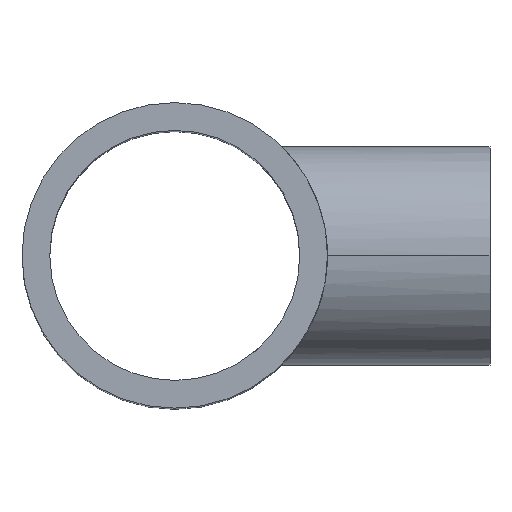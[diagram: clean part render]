
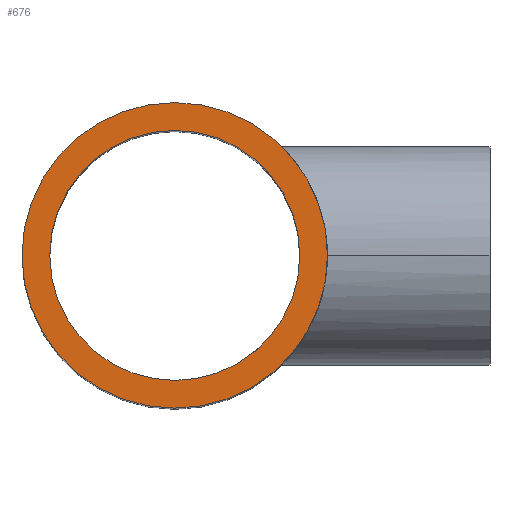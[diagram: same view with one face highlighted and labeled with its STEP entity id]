
A CAD part, top view. The second image highlights one B-rep face of the part: STEP entity #676.
In plain terms, the highlighted planar face has unit normal (0, 0, 1).
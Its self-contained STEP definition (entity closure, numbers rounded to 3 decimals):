
#14 = CARTESIAN_POINT ( 'NONE',  ( 0., 0., 356. ) ) ;
#15 = CARTESIAN_POINT ( 'NONE',  ( 0., 0., 356. ) ) ;
#39 = EDGE_LOOP ( 'NONE', ( #63, #336 ) ) ;
#63 = ORIENTED_EDGE ( 'NONE', *, *, #174, .F. ) ;
#64 = CARTESIAN_POINT ( 'NONE',  ( 0., 0., 356. ) ) ;
#76 = FACE_BOUND ( 'NONE', #39, .T. ) ;
#88 = CARTESIAN_POINT ( 'NONE',  ( -128.9, 0., 356. ) ) ;
#112 = CARTESIAN_POINT ( 'NONE',  ( 128.9, 0., 356. ) ) ;
#123 = DIRECTION ( 'NONE',  ( 0., 0., 1. ) ) ;
#129 = EDGE_CURVE ( 'NONE', #275, #172, #504, .T. ) ;
#168 = VERTEX_POINT ( 'NONE', #88 ) ;
#172 = VERTEX_POINT ( 'NONE', #517 ) ;
#174 = EDGE_CURVE ( 'NONE', #168, #431, #658, .T. ) ;
#245 = DIRECTION ( 'NONE',  ( 1., 0., 0. ) ) ;
#259 = CARTESIAN_POINT ( 'NONE',  ( 0., 0., 356. ) ) ;
#262 = AXIS2_PLACEMENT_3D ( 'NONE', #15, #502, #245 ) ;
#265 = DIRECTION ( 'NONE',  ( 1., 0., 0. ) ) ;
#275 = VERTEX_POINT ( 'NONE', #664 ) ;
#310 = DIRECTION ( 'NONE',  ( 1., 0., 0. ) ) ;
#325 = AXIS2_PLACEMENT_3D ( 'NONE', #14, #742, #265 ) ;
#336 = ORIENTED_EDGE ( 'NONE', *, *, #755, .F. ) ;
#368 = DIRECTION ( 'NONE',  ( 1., 0., 0. ) ) ;
#384 = PLANE ( 'NONE',  #262 ) ;
#403 = AXIS2_PLACEMENT_3D ( 'NONE', #259, #436, #310 ) ;
#431 = VERTEX_POINT ( 'NONE', #112 ) ;
#436 = DIRECTION ( 'NONE',  ( 0., 0., 1. ) ) ;
#489 = ORIENTED_EDGE ( 'NONE', *, *, #628, .T. ) ;
#491 = AXIS2_PLACEMENT_3D ( 'NONE', #759, #701, #541 ) ;
#502 = DIRECTION ( 'NONE',  ( 0., 0., 1. ) ) ;
#504 = CIRCLE ( 'NONE', #325, 157.5 ) ;
#517 = CARTESIAN_POINT ( 'NONE',  ( 157.5, 0., 356. ) ) ;
#541 = DIRECTION ( 'NONE',  ( 1., 0., 0. ) ) ;
#573 = AXIS2_PLACEMENT_3D ( 'NONE', #64, #123, #368 ) ;
#591 = ORIENTED_EDGE ( 'NONE', *, *, #129, .T. ) ;
#616 = FACE_OUTER_BOUND ( 'NONE', #669, .T. ) ;
#628 = EDGE_CURVE ( 'NONE', #172, #275, #685, .T. ) ;
#658 = CIRCLE ( 'NONE', #491, 128.9 ) ;
#664 = CARTESIAN_POINT ( 'NONE',  ( -157.5, 0., 356. ) ) ;
#669 = EDGE_LOOP ( 'NONE', ( #591, #489 ) ) ;
#676 = ADVANCED_FACE ( 'NONE', ( #616, #76 ), #384, .T. ) ;
#685 = CIRCLE ( 'NONE', #403, 157.5 ) ;
#701 = DIRECTION ( 'NONE',  ( 0., 0., 1. ) ) ;
#742 = DIRECTION ( 'NONE',  ( 0., 0., 1. ) ) ;
#745 = CIRCLE ( 'NONE', #573, 128.9 ) ;
#755 = EDGE_CURVE ( 'NONE', #431, #168, #745, .T. ) ;
#759 = CARTESIAN_POINT ( 'NONE',  ( 0., 0., 356. ) ) ;
